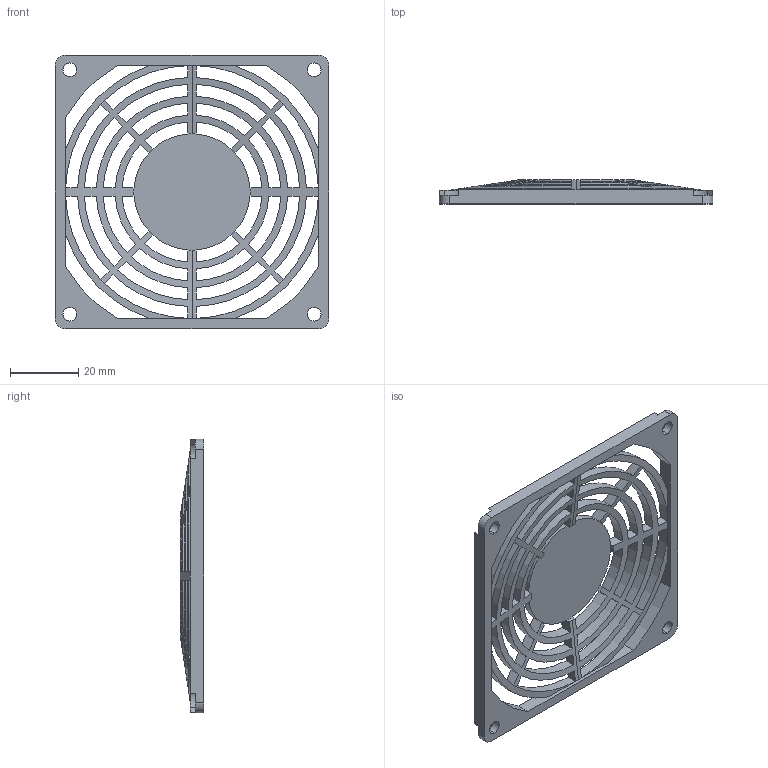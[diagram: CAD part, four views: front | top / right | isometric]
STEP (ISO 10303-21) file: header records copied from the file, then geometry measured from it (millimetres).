
FILE_DESCRIPTION(('FreeCAD Model'),'2;1');
FILE_NAME('80MM_Fan_Filter.step', '2017-05-21T19:15:09',('Author'),(''), 'Open CASCADE STEP processor 6.8','FreeCAD','Unknown');
FILE_SCHEMA(('AUTOMOTIVE_DESIGN_CC2 { 1 2 10303 214 -1 1 5 4 }'));
Length unit declared in the file: millimetre
Products named in the file (1): User_Library-FanGuard_Qualtek_09081-G
Bounding box: 80 x 7 x 80 mm (x, y, z)
Volume: 11863.7 mm3; surface area: 14694.3 mm2
Topology: 1 solids, 1 shells, 195 faces, 610 edges, 383 vertices
Faces by surface type: cylinder 99, plane 92, cone 4
Entity records: 30030 total; most frequent: CARTESIAN_POINT 19533, DIRECTION 1492, ORIENTED_EDGE 1220, PCURVE 1220, DEFINITIONAL_REPRESENTATION 1220, B_SPLINE_CURVE_WITH_KNOTS 911, EDGE_CURVE 610, SURFACE_CURVE 610
